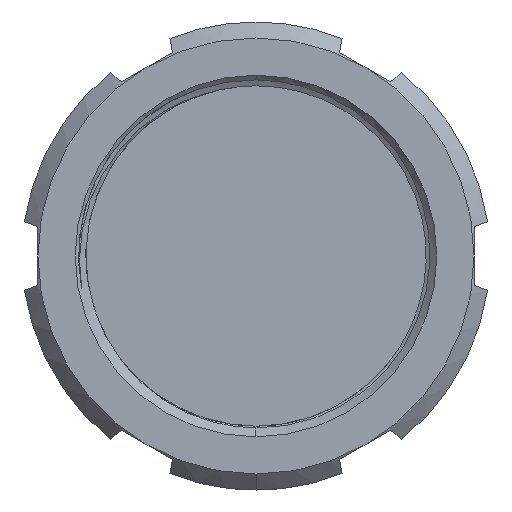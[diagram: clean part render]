
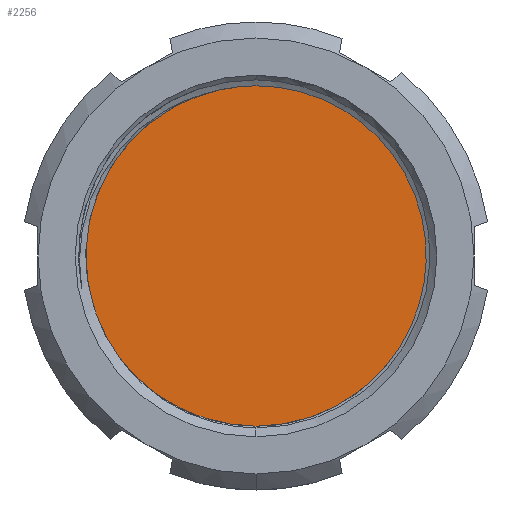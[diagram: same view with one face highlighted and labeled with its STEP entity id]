
A CAD part, left-side view. The second image highlights one B-rep face of the part: STEP entity #2256.
In plain terms, the highlighted planar face has unit normal (-1, 0, 0).
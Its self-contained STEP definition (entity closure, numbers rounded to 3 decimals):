
#36 = PLANE ( 'NONE',  #2962 ) ;
#175 = EDGE_CURVE ( 'NONE', #903, #3974, #4065, .T. ) ;
#458 = CARTESIAN_POINT ( 'NONE',  ( 5.38, 0., 16.5 ) ) ;
#592 = EDGE_LOOP ( 'NONE', ( #712, #4086 ) ) ;
#664 = AXIS2_PLACEMENT_3D ( 'NONE', #3425, #2120, #840 ) ;
#712 = ORIENTED_EDGE ( 'NONE', *, *, #1631, .T. ) ;
#840 = DIRECTION ( 'NONE',  ( 0., 0., 1. ) ) ;
#854 = DIRECTION ( 'NONE',  ( -1., 0., 0. ) ) ;
#903 = VERTEX_POINT ( 'NONE', #3941 ) ;
#910 = AXIS2_PLACEMENT_3D ( 'NONE', #1174, #854, #2133 ) ;
#1174 = CARTESIAN_POINT ( 'NONE',  ( 5.38, 0., 0. ) ) ;
#1631 = EDGE_CURVE ( 'NONE', #3974, #903, #3165, .T. ) ;
#2120 = DIRECTION ( 'NONE',  ( -1., 0., 0. ) ) ;
#2133 = DIRECTION ( 'NONE',  ( 0., 0., 1. ) ) ;
#2256 = ADVANCED_FACE ( 'NONE', ( #2923 ), #36, .F. ) ;
#2609 = CARTESIAN_POINT ( 'NONE',  ( 5.38, 16.5, 0. ) ) ;
#2923 = FACE_OUTER_BOUND ( 'NONE', #592, .T. ) ;
#2962 = AXIS2_PLACEMENT_3D ( 'NONE', #2609, #3302, #3263 ) ;
#3165 = CIRCLE ( 'NONE', #664, 16.5 ) ;
#3263 = DIRECTION ( 'NONE',  ( 0., 0., -1. ) ) ;
#3302 = DIRECTION ( 'NONE',  ( 1., 0., 0. ) ) ;
#3425 = CARTESIAN_POINT ( 'NONE',  ( 5.38, 0., 0. ) ) ;
#3941 = CARTESIAN_POINT ( 'NONE',  ( 5.38, 0., -16.5 ) ) ;
#3974 = VERTEX_POINT ( 'NONE', #458 ) ;
#4065 = CIRCLE ( 'NONE', #910, 16.5 ) ;
#4086 = ORIENTED_EDGE ( 'NONE', *, *, #175, .T. ) ;
